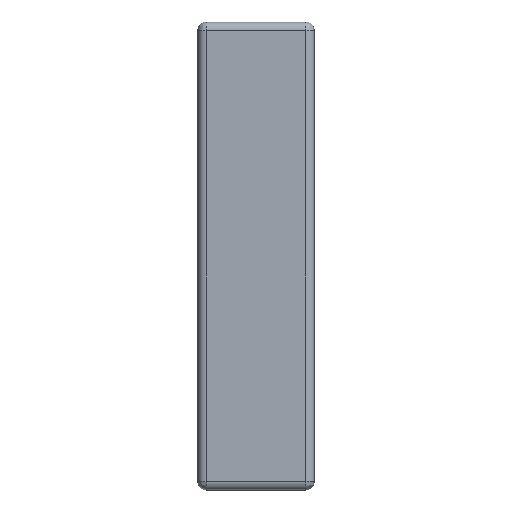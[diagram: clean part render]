
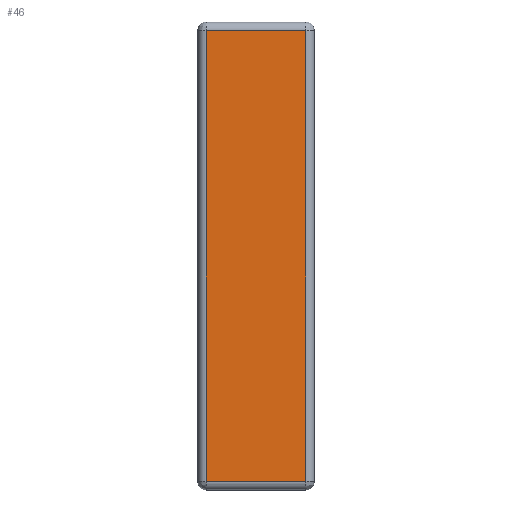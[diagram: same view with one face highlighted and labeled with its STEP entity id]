
A CAD part, top view. The second image highlights one B-rep face of the part: STEP entity #46.
In plain terms, the highlighted planar face has unit normal (0, 0, 1).
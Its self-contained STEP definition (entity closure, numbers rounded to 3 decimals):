
#11 = ORIENTED_EDGE ( 'NONE', *, *, #248, .F. ) ;
#40 = DIRECTION ( 'NONE',  ( 1., 0., 0. ) ) ;
#46 = ADVANCED_FACE ( 'NONE', ( #68 ), #110, .T. ) ;
#68 = FACE_OUTER_BOUND ( 'NONE', #225, .T. ) ;
#70 = CARTESIAN_POINT ( 'NONE',  ( 0., 0., 2.5 ) ) ;
#109 = VERTEX_POINT ( 'NONE', #300 ) ;
#110 = PLANE ( 'NONE',  #254 ) ;
#111 = DIRECTION ( 'NONE',  ( 1., 0., 0. ) ) ;
#115 = DIRECTION ( 'NONE',  ( 0., 1., 0. ) ) ;
#132 = LINE ( 'NONE', #375, #437 ) ;
#133 = DIRECTION ( 'NONE',  ( -1., 0., 0. ) ) ;
#152 = EDGE_CURVE ( 'NONE', #515, #233, #432, .T. ) ;
#168 = LINE ( 'NONE', #216, #578 ) ;
#170 = ORIENTED_EDGE ( 'NONE', *, *, #152, .F. ) ;
#199 = EDGE_CURVE ( 'NONE', #109, #340, #132, .T. ) ;
#215 = ORIENTED_EDGE ( 'NONE', *, *, #199, .F. ) ;
#216 = CARTESIAN_POINT ( 'NONE',  ( -8.5, 42., 2.5 ) ) ;
#225 = EDGE_LOOP ( 'NONE', ( #170, #241, #215, #11 ) ) ;
#233 = VERTEX_POINT ( 'NONE', #275 ) ;
#239 = VECTOR ( 'NONE', #40, 1000. ) ;
#241 = ORIENTED_EDGE ( 'NONE', *, *, #385, .F. ) ;
#248 = EDGE_CURVE ( 'NONE', #233, #109, #381, .T. ) ;
#254 = AXIS2_PLACEMENT_3D ( 'NONE', #70, #438, #111 ) ;
#275 = CARTESIAN_POINT ( 'NONE',  ( 8.5, 38.5, 2.5 ) ) ;
#300 = CARTESIAN_POINT ( 'NONE',  ( 8.5, -38.5, 2.5 ) ) ;
#313 = CARTESIAN_POINT ( 'NONE',  ( -12., 38.5, 2.5 ) ) ;
#317 = CARTESIAN_POINT ( 'NONE',  ( -8.5, 38.5, 2.5 ) ) ;
#340 = VERTEX_POINT ( 'NONE', #568 ) ;
#371 = VECTOR ( 'NONE', #561, 1000. ) ;
#375 = CARTESIAN_POINT ( 'NONE',  ( 12., -38.5, 2.5 ) ) ;
#381 = LINE ( 'NONE', #417, #371 ) ;
#385 = EDGE_CURVE ( 'NONE', #340, #515, #168, .T. ) ;
#417 = CARTESIAN_POINT ( 'NONE',  ( 8.5, -42., 2.5 ) ) ;
#432 = LINE ( 'NONE', #313, #239 ) ;
#437 = VECTOR ( 'NONE', #133, 1000. ) ;
#438 = DIRECTION ( 'NONE',  ( 0., 0., 1. ) ) ;
#515 = VERTEX_POINT ( 'NONE', #317 ) ;
#561 = DIRECTION ( 'NONE',  ( 0., -1., 0. ) ) ;
#568 = CARTESIAN_POINT ( 'NONE',  ( -8.5, -38.5, 2.5 ) ) ;
#578 = VECTOR ( 'NONE', #115, 1000. ) ;
